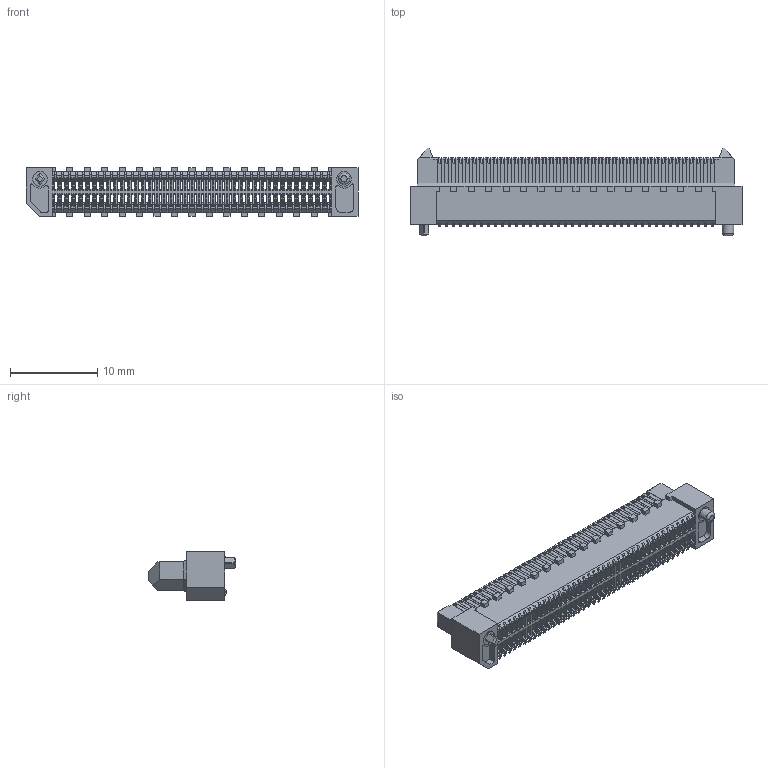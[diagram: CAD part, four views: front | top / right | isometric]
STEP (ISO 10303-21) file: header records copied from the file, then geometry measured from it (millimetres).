
FILE_DESCRIPTION((''),'2;1');
FILE_NAME('FBB08005-M60S3103K6MH50','2023-05-30T',('工程三'),(''),'PRO/ENGINEER BY PARAMETRIC TECHNOLOGY CORPORATION, 2010280','PRO/ENGINEER BY PARAMETRIC TECHNOLOGY CORPORATION, 2010280','');
FILE_SCHEMA(('CONFIG_CONTROL_DESIGN'));
Products named in the file (1): FBB08005-M60S3103K6MH50
Bounding box: 38 x 10.04 x 5.6 mm (x, y, z)
Volume: 890 mm3; surface area: 3385.4 mm2
Topology: 1 solids, 1 shells, 3734 faces, 11327 edges, 7202 vertices
Faces by surface type: plane 3271, cylinder 461, torus 2
Entity records: 124961 total; most frequent: CARTESIAN_POINT 23573, ORIENTED_EDGE 22654, DIRECTION 19229, EDGE_CURVE 11327, VECTOR 9757, LINE 9757, VERTEX_POINT 7202, AXIS2_PLACEMENT_3D 4736
